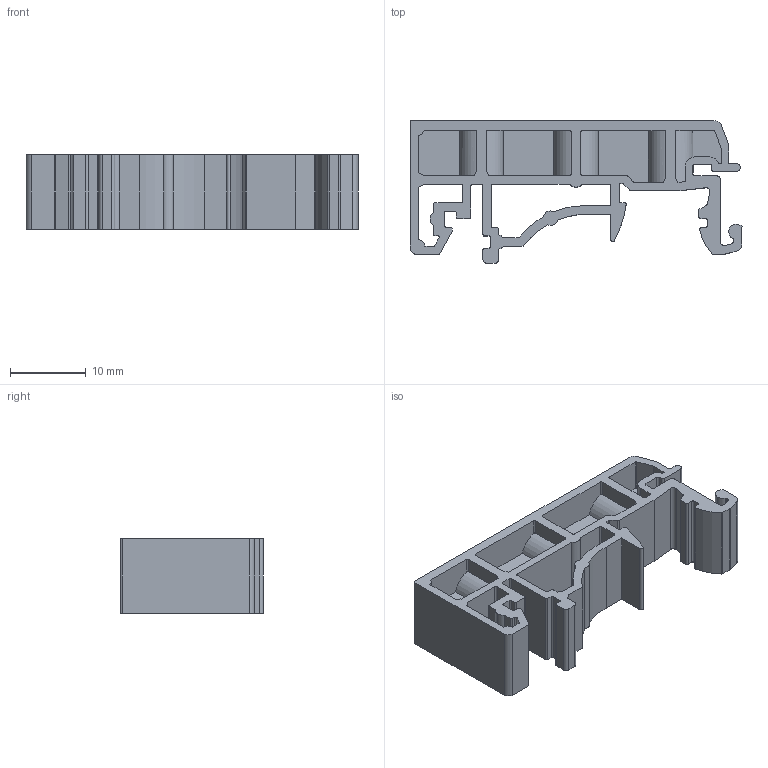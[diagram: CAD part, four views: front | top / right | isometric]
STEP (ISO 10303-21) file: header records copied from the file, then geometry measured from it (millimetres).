
FILE_DESCRIPTION (( 'STEP AP203' ), '1' );
FILE_NAME ('DISTANS SERISI - RAY DISTANS VIDALI-60.300.STEP', '2018-11-05T06:48:35', ( 'user' ), ( '' ), 'SwSTEP 2.0', 'SolidWorks 2016', '' );
FILE_SCHEMA (( 'CONFIG_CONTROL_DESIGN' ));
Length unit declared in the file: millimetre
Products named in the file (1): DISTANS SERISI - RAY DISTANS VIDALI-60.300
Bounding box: 43.9 x 18.85 x 9.9 mm (x, y, z)
Volume: 2883.9 mm3; surface area: 4505.3 mm2
Topology: 1 solids, 1 shells, 266 faces, 753 edges, 500 vertices
Faces by surface type: cylinder 135, plane 125, cone 6
Entity records: 8874 total; most frequent: CARTESIAN_POINT 1701, ORIENTED_EDGE 1506, DIRECTION 1501, EDGE_CURVE 753, AXIS2_PLACEMENT_3D 514, VERTEX_POINT 500, VECTOR 473, LINE 473
